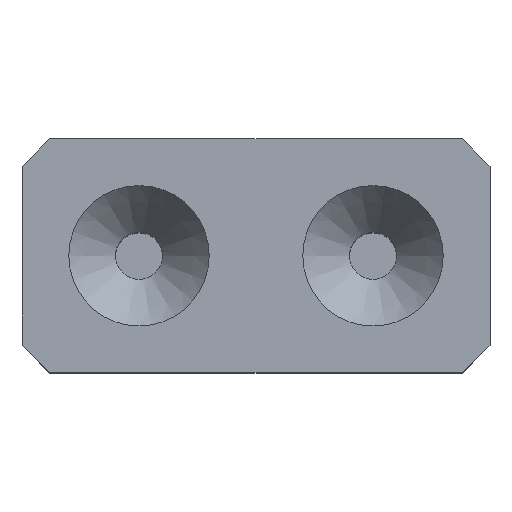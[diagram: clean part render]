
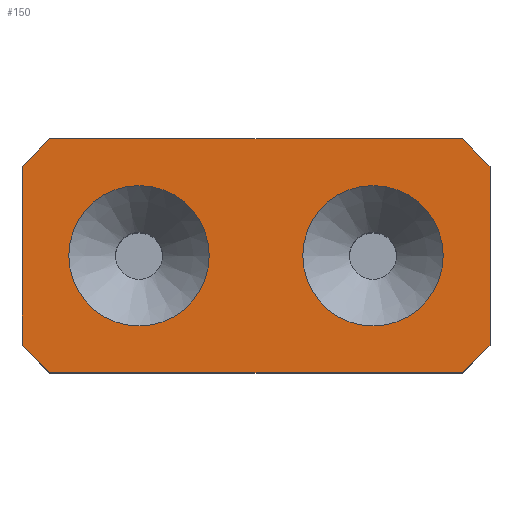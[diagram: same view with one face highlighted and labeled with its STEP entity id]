
A CAD part, top view. The second image highlights one B-rep face of the part: STEP entity #150.
In plain terms, the highlighted planar face has unit normal (0, 0, 1).
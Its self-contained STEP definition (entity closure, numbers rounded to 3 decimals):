
#13=DIRECTION('',(0.,0.,1.));
#24=VERTEX_POINT('',#25);
#25=CARTESIAN_POINT('',(-0.97,-1.27,4.2));
#28=ORIENTED_EDGE('',*,*,#29,.T.);
#29=EDGE_CURVE('',#24,#30,#32,.T.);
#30=VERTEX_POINT('',#31);
#31=CARTESIAN_POINT('',(-1.27,-0.97,4.2));
#32=LINE('',#25,#33);
#33=VECTOR('',#34,1.);
#34=DIRECTION('',(-0.707,0.707,0.));
#45=DIRECTION('',(-0.707,-0.707,0.));
#53=VERTEX_POINT('',#54);
#54=CARTESIAN_POINT('',(3.51,-1.27,4.2));
#56=ORIENTED_EDGE('',*,*,#57,.T.);
#57=EDGE_CURVE('',#53,#24,#58,.T.);
#58=LINE('',#54,#59);
#59=VECTOR('',#60,1.);
#60=DIRECTION('',(-1.,0.,0.));
#72=ORIENTED_EDGE('',*,*,#73,.T.);
#73=EDGE_CURVE('',#30,#74,#76,.T.);
#74=VERTEX_POINT('',#75);
#75=CARTESIAN_POINT('',(-1.27,0.97,4.2));
#76=LINE('',#31,#77);
#77=VECTOR('',#78,1.);
#78=DIRECTION('',(0.,1.,0.));
#89=DIRECTION('',(-1.,0.,0.));
#100=VECTOR('',#101,1.);
#101=DIRECTION('',(0.707,0.707,0.));
#107=VECTOR('',#108,1.);
#108=DIRECTION('',(1.,0.,0.));
#114=VECTOR('',#115,1.);
#115=DIRECTION('',(0.707,-0.707,0.));
#121=VECTOR('',#122,1.);
#122=DIRECTION('',(0.,-1.,0.));
#126=VECTOR('',#45,1.);
#149=DIRECTION('',(-0.,-0.,-1.));
#150=ADVANCED_FACE('',(#151,#176,#189),#202,.F.);
#151=FACE_BOUND('',#152,.F.);
#152=EDGE_LOOP('',(#28,#72,#153,#158,#163,#168,#173,#56));
#153=ORIENTED_EDGE('',*,*,#154,.T.);
#154=EDGE_CURVE('',#74,#155,#157,.T.);
#155=VERTEX_POINT('',#156);
#156=CARTESIAN_POINT('',(-0.97,1.27,4.2));
#157=LINE('',#75,#100);
#158=ORIENTED_EDGE('',*,*,#159,.T.);
#159=EDGE_CURVE('',#155,#160,#162,.T.);
#160=VERTEX_POINT('',#161);
#161=CARTESIAN_POINT('',(3.51,1.27,4.2));
#162=LINE('',#156,#107);
#163=ORIENTED_EDGE('',*,*,#164,.T.);
#164=EDGE_CURVE('',#160,#165,#167,.T.);
#165=VERTEX_POINT('',#166);
#166=CARTESIAN_POINT('',(3.81,0.97,4.2));
#167=LINE('',#161,#114);
#168=ORIENTED_EDGE('',*,*,#169,.T.);
#169=EDGE_CURVE('',#165,#170,#172,.T.);
#170=VERTEX_POINT('',#171);
#171=CARTESIAN_POINT('',(3.81,-0.97,4.2));
#172=LINE('',#166,#121);
#173=ORIENTED_EDGE('',*,*,#174,.T.);
#174=EDGE_CURVE('',#170,#53,#175,.T.);
#175=LINE('',#171,#126);
#176=FACE_BOUND('',#177,.F.);
#177=EDGE_LOOP('',(#178,#187));
#178=ORIENTED_EDGE('',*,*,#179,.T.);
#179=EDGE_CURVE('',#180,#182,#184,.T.);
#180=VERTEX_POINT('',#181);
#181=CARTESIAN_POINT('',(3.302,0.,4.2));
#182=VERTEX_POINT('',#183);
#183=CARTESIAN_POINT('',(1.778,0.,4.2));
#184=CIRCLE('',#185,0.762);
#185=AXIS2_PLACEMENT_3D('',#186,#13,#108);
#186=CARTESIAN_POINT('',(2.54,0.,4.2));
#187=ORIENTED_EDGE('',*,*,#188,.T.);
#188=EDGE_CURVE('',#182,#180,#184,.T.);
#189=FACE_BOUND('',#190,.F.);
#190=EDGE_LOOP('',(#191,#200));
#191=ORIENTED_EDGE('',*,*,#192,.T.);
#192=EDGE_CURVE('',#193,#195,#197,.T.);
#193=VERTEX_POINT('',#194);
#194=CARTESIAN_POINT('',(0.762,0.,4.2));
#195=VERTEX_POINT('',#196);
#196=CARTESIAN_POINT('',(-0.762,0.,4.2));
#197=CIRCLE('',#198,0.762);
#198=AXIS2_PLACEMENT_3D('',#199,#13,#108);
#199=CARTESIAN_POINT('',(0.,0.,4.2));
#200=ORIENTED_EDGE('',*,*,#201,.T.);
#201=EDGE_CURVE('',#195,#193,#197,.T.);
#202=PLANE('',#203);
#203=AXIS2_PLACEMENT_3D('',#204,#149,#89);
#204=CARTESIAN_POINT('',(1.27,0.,4.2));
